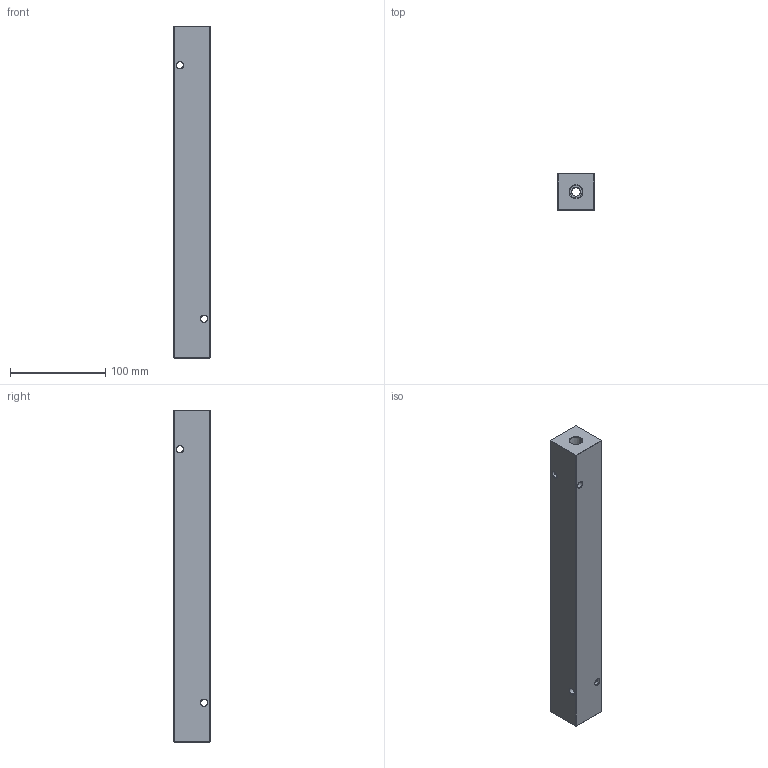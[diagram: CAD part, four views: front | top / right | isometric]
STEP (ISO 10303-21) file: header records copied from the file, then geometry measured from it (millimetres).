
FILE_DESCRIPTION (( 'STEP AP203' ), '1' );
FILE_NAME ('HM-9-90-P-4-4.STEP', '2020-10-29T19:36:27', ( '' ), ( '' ), 'SwSTEP 2.0', 'SolidWorks 2019', '' );
FILE_SCHEMA (( 'CONFIG_CONTROL_DESIGN' ));
Length unit declared in the file: inch
Products named in the file (1): HM-9-90-P-4-4
Bounding box: 38.1 x 38.1 x 349.25 mm (x, y, z)
Volume: 443563.9 mm3; surface area: 76904.6 mm2
Topology: 1 solids, 1 shells, 572 faces, 1519 edges, 994 vertices
Faces by surface type: plane 272, bspline 177, cylinder 63, cone 60
Entity records: 26256 total; most frequent: CARTESIAN_POINT 13323, ORIENTED_EDGE 3038, DIRECTION 1989, EDGE_CURVE 1519, VERTEX_POINT 994, VECTOR 885, LINE 885, EDGE_LOOP 667
